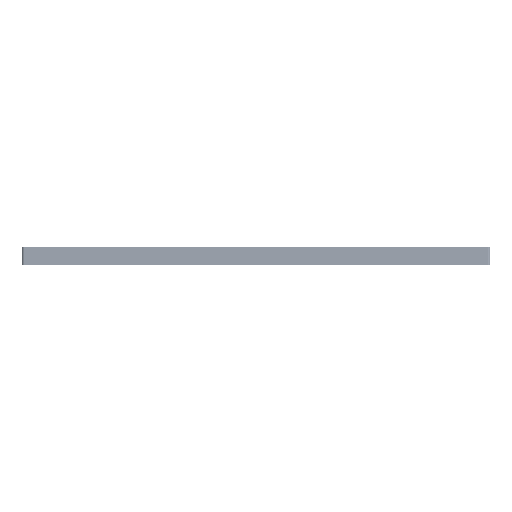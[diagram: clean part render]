
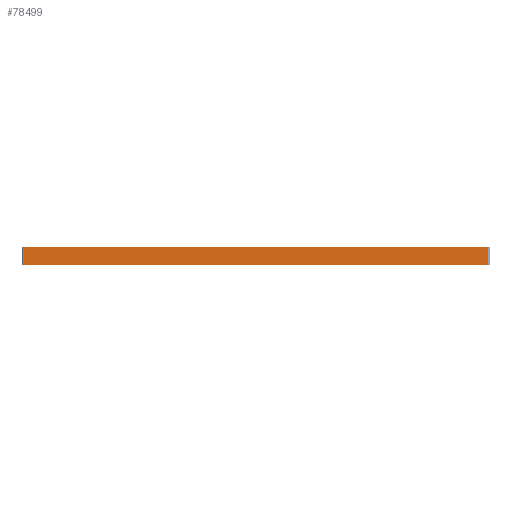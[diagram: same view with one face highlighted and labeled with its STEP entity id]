
A CAD part, left-side view. The second image highlights one B-rep face of the part: STEP entity #78499.
In plain terms, the highlighted planar face has unit normal (-1, 0, 0).
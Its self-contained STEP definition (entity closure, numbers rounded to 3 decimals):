
#4942=LINE('',#126771,#8238);
#4948=LINE('',#128440,#8244);
#6583=LINE('',#137377,#9879);
#6584=LINE('',#137379,#9880);
#8238=VECTOR('',#103054,0.394);
#8244=VECTOR('',#104722,0.394);
#9879=VECTOR('',#116099,0.394);
#9880=VECTOR('',#116102,0.394);
#19659=FACE_OUTER_BOUND('',#29439,.T.);
#29439=EDGE_LOOP('',(#71939,#71940,#71941,#71942));
#39242=VERTEX_POINT('',#126768);
#39243=VERTEX_POINT('',#126770);
#40074=VERTEX_POINT('',#128437);
#40075=VERTEX_POINT('',#128439);
#47422=EDGE_CURVE('',#39242,#39243,#4942,.F.);
#48254=EDGE_CURVE('',#40074,#40075,#4948,.T.);
#52319=EDGE_CURVE('',#40075,#39242,#6583,.T.);
#52320=EDGE_CURVE('',#39243,#40074,#6584,.T.);
#71939=ORIENTED_EDGE('',*,*,#48254,.F.);
#71940=ORIENTED_EDGE('',*,*,#52320,.F.);
#71941=ORIENTED_EDGE('',*,*,#47422,.F.);
#71942=ORIENTED_EDGE('',*,*,#52319,.F.);
#73597=PLANE('',#89952);
#78499=ADVANCED_FACE('',(#19659),#73597,.T.);
#89952=AXIS2_PLACEMENT_3D('',#137378,#116100,#116101);
#103054=DIRECTION('',(0.,-1.,0.));
#104722=DIRECTION('',(0.,-1.,0.));
#116099=DIRECTION('',(0.,0.,-1.));
#116100=DIRECTION('center_axis',(-1.,0.,0.));
#116101=DIRECTION('ref_axis',(0.,-1.,0.));
#116102=DIRECTION('',(0.,0.,1.));
#126768=CARTESIAN_POINT('',(-28.,-12.417,0.));
#126770=CARTESIAN_POINT('',(-28.,11.417,0.));
#126771=CARTESIAN_POINT('',(-28.,5.5,0.));
#128437=CARTESIAN_POINT('',(-28.,11.417,0.95));
#128439=CARTESIAN_POINT('',(-28.,-12.417,0.95));
#128440=CARTESIAN_POINT('',(-28.,-12.5,0.95));
#137377=CARTESIAN_POINT('',(-28.,-12.417,0.1));
#137378=CARTESIAN_POINT('Origin',(-28.,11.5,0.1));
#137379=CARTESIAN_POINT('',(-28.,11.417,0.1));
